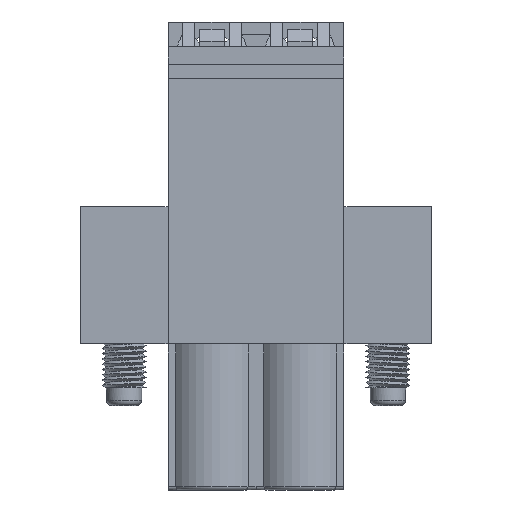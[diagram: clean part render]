
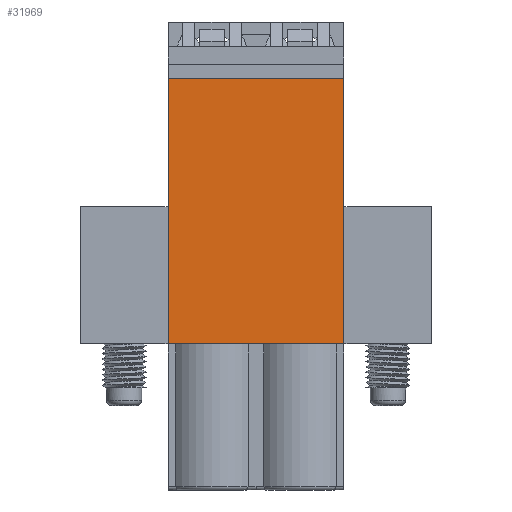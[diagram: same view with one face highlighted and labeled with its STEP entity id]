
A CAD part, front view. The second image highlights one B-rep face of the part: STEP entity #31969.
In plain terms, the highlighted planar face has unit normal (0, -1, 0).
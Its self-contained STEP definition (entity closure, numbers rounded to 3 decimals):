
#586 = VECTOR ( 'NONE', #22749, 1000. ) ;
#1129 = CARTESIAN_POINT ( 'NONE',  ( 10., 1.1, 23.4 ) ) ;
#1176 = VECTOR ( 'NONE', #15658, 1000. ) ;
#1308 = LINE ( 'NONE', #24082, #1176 ) ;
#2144 = AXIS2_PLACEMENT_3D ( 'NONE', #1129, #9400, #12339 ) ;
#2636 = LINE ( 'NONE', #28030, #22982 ) ;
#5885 = EDGE_CURVE ( 'NONE', #16586, #7297, #24291, .T. ) ;
#6976 = VERTEX_POINT ( 'NONE', #14867 ) ;
#7297 = VERTEX_POINT ( 'NONE', #16253 ) ;
#8031 = ORIENTED_EDGE ( 'NONE', *, *, #20703, .F. ) ;
#9370 = ORIENTED_EDGE ( 'NONE', *, *, #35437, .T. ) ;
#9400 = DIRECTION ( 'NONE',  ( 0., -1., 0. ) ) ;
#9585 = FACE_OUTER_BOUND ( 'NONE', #19168, .T. ) ;
#9689 = EDGE_CURVE ( 'NONE', #16586, #6976, #2636, .T. ) ;
#10512 = CARTESIAN_POINT ( 'NONE',  ( 10., 1.1, 8.3 ) ) ;
#11521 = CARTESIAN_POINT ( 'NONE',  ( 10., 1.1, 23.4 ) ) ;
#12245 = VECTOR ( 'NONE', #18785, 1000. ) ;
#12339 = DIRECTION ( 'NONE',  ( 0., 0., -1. ) ) ;
#14867 = CARTESIAN_POINT ( 'NONE',  ( 10., 1.1, 23.4 ) ) ;
#15055 = CARTESIAN_POINT ( 'NONE',  ( 10., 1.1, 8.3 ) ) ;
#15658 = DIRECTION ( 'NONE',  ( 0., 0., 1. ) ) ;
#16007 = VERTEX_POINT ( 'NONE', #27219 ) ;
#16253 = CARTESIAN_POINT ( 'NONE',  ( 0., 1.1, 8.3 ) ) ;
#16586 = VERTEX_POINT ( 'NONE', #15055 ) ;
#18785 = DIRECTION ( 'NONE',  ( -1., 0., 0. ) ) ;
#19168 = EDGE_LOOP ( 'NONE', ( #25340, #32665, #9370, #8031 ) ) ;
#20703 = EDGE_CURVE ( 'NONE', #7297, #16007, #1308, .T. ) ;
#22749 = DIRECTION ( 'NONE',  ( -1., 0., 0. ) ) ;
#22982 = VECTOR ( 'NONE', #33567, 1000. ) ;
#24082 = CARTESIAN_POINT ( 'NONE',  ( 0., 1.1, 23.4 ) ) ;
#24291 = LINE ( 'NONE', #10512, #12245 ) ;
#25329 = LINE ( 'NONE', #11521, #586 ) ;
#25340 = ORIENTED_EDGE ( 'NONE', *, *, #5885, .F. ) ;
#26313 = PLANE ( 'NONE',  #2144 ) ;
#27219 = CARTESIAN_POINT ( 'NONE',  ( 0., 1.1, 23.4 ) ) ;
#28030 = CARTESIAN_POINT ( 'NONE',  ( 10., 1.1, 23.4 ) ) ;
#31969 = ADVANCED_FACE ( 'NONE', ( #9585 ), #26313, .T. ) ;
#32665 = ORIENTED_EDGE ( 'NONE', *, *, #9689, .T. ) ;
#33567 = DIRECTION ( 'NONE',  ( 0., 0., 1. ) ) ;
#35437 = EDGE_CURVE ( 'NONE', #6976, #16007, #25329, .T. ) ;
